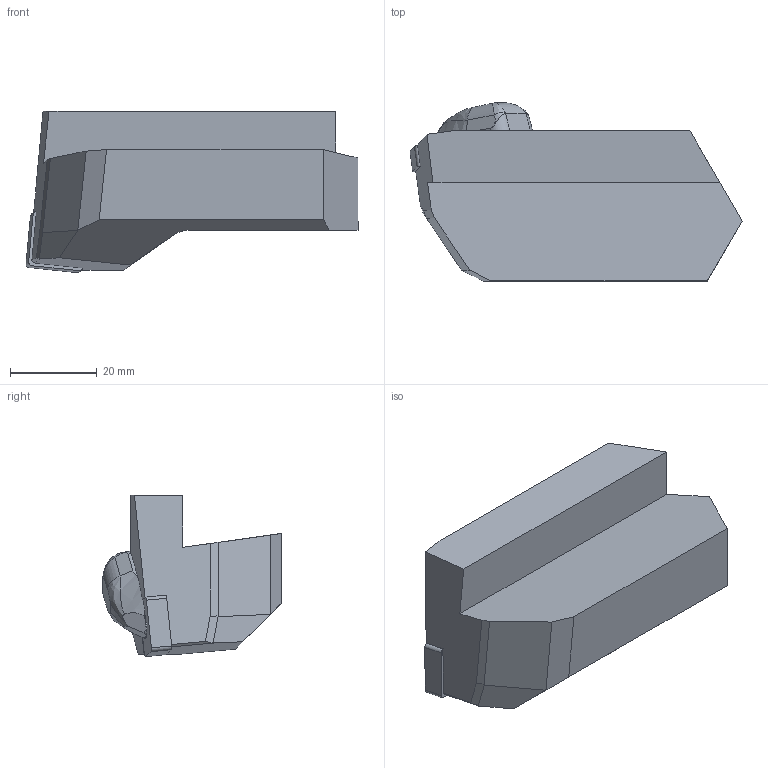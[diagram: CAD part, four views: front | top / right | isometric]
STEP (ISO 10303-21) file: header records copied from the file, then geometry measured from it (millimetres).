
FILE_DESCRIPTION(/* description */ (''),/* implementation_level */ '2;1');
FILE_NAME(/* name */ '1564135307879.stp',/* time_stamp */ '2019-07-26T12:01:53+02:00',/* author */ (''),/* organization */ ('SMS'),/* preprocessor_version */ 'ST-DEVELOPER v16.7',/* originating_system */ 'SIEMENS PLM Software NX 12.0',/* authorisation */ '');
FILE_SCHEMA (('AUTOMOTIVE_DESIGN { 1 0 10303 214 3 1 1 1 }'));
Length unit declared in the file: millimetre
Products named in the file (4): ASSEMBLY_CONSTRUCTION; IsoTurningInsert; 201087002mod000_00; 201087074mod000_01
Assembly tree (3 placements, depth 2):
  201087074mod000_01
    201087002mod000_00
    IsoTurningInsert
    ASSEMBLY_CONSTRUCTION
Bounding box: 76.71 x 41.15 x 37.23 mm (x, y, z)
Volume: 52886.1 mm3; surface area: 11022.6 mm2
Topology: 2 solids, 2 shells, 66 faces, 188 edges, 131 vertices
Faces by surface type: plane 43, cylinder 14, bspline 9
Full cylindrical faces by diameter (mm): 5.156 x2
Entity records: 2684 total; most frequent: CARTESIAN_POINT 880, ORIENTED_EDGE 370, DIRECTION 313, EDGE_CURVE 185, VERTEX_POINT 124, LINE 111, VECTOR 111, AXIS2_PLACEMENT_3D 101
